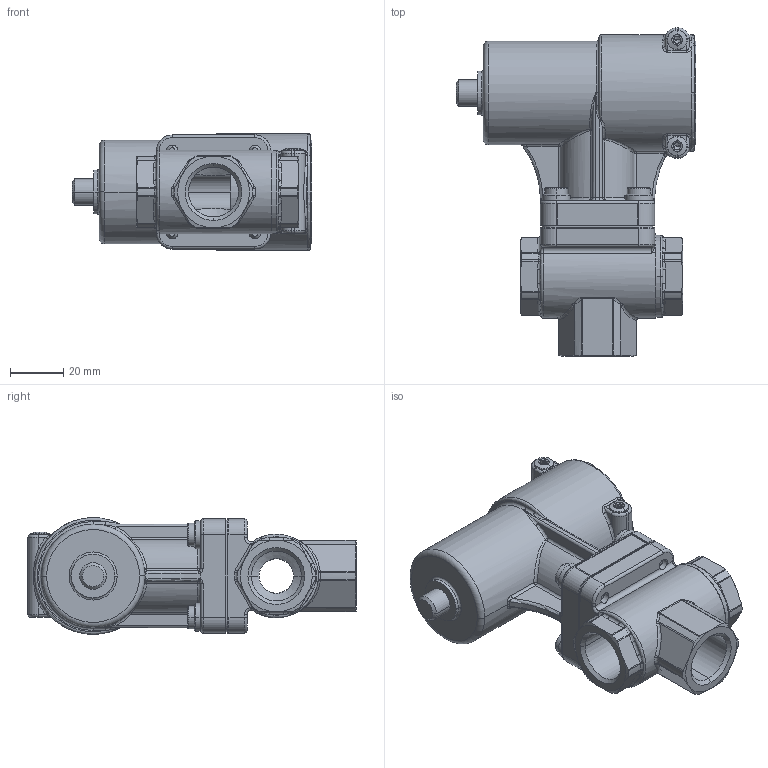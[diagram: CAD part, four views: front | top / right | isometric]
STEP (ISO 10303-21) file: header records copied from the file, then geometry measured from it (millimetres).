
FILE_DESCRIPTION((''),'2;1');
FILE_NAME('PKV-137-D82-1-2X_ASM','2013-06-17T',('avs330'),(''),'PRO/ENGINEER BY PARAMETRIC TECHNOLOGY CORPORATION, 2010430','PRO/ENGINEER BY PARAMETRIC TECHNOLOGY CORPORATION, 2010430','');
FILE_SCHEMA(('CONFIG_CONTROL_DESIGN'));
Length unit declared in the file: millimetre
Products named in the file (7): ANTRIEBS-GEH_SIGMA-BIBLIOTHEK; 501311_SICH_SCHR_INB_RIPP_M5X16; 501312_GEWINDEFURCH-SCHR_40X25; 626009B_XKV-130-080-1-20-04_ASM; 501323B_VENTILGEH_SIGMA1-2_3-2W; 501320B_EINSCHR-SITZ_SIGMA-1-2; PKV-137-D82-1-2X_ASM
Assembly tree (10 placements, depth 3):
  PKV-137-D82-1-2X_ASM
    626009B_XKV-130-080-1-20-04_ASM
      ANTRIEBS-GEH_SIGMA-BIBLIOTHEK
      501311_SICH_SCHR_INB_RIPP_M5X16  x4
      501312_GEWINDEFURCH-SCHR_40X25  x2
    501323B_VENTILGEH_SIGMA1-2_3-2W
    501320B_EINSCHR-SITZ_SIGMA-1-2
Bounding box: 90.2 x 123.5 x 44 mm (x, y, z)
Volume: 194044.8 mm3; surface area: 43472.3 mm2
Topology: 9 solids, 9 shells, 1955 faces, 4774 edges, 2838 vertices
Faces by surface type: plane 1037, cylinder 564, cone 125, bspline 113, torus 94, sphere 22
Entity records: 31204 total; most frequent: CARTESIAN_POINT 10605, ORIENTED_EDGE 4464, DIRECTION 4093, EDGE_CURVE 2232, AXIS2_PLACEMENT_3D 1668, VERTEX_POINT 1316, EDGE_LOOP 962, FACE_OUTER_BOUND 933
